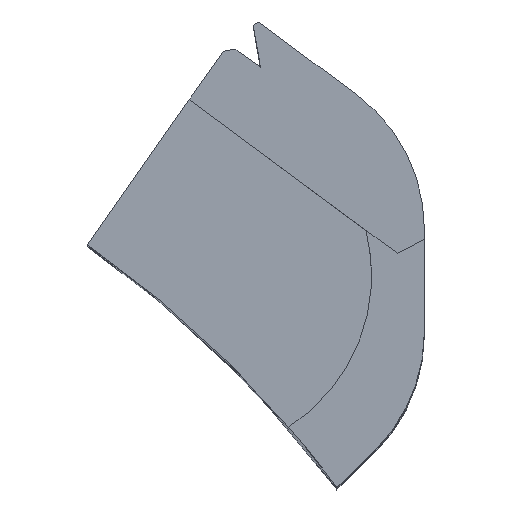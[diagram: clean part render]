
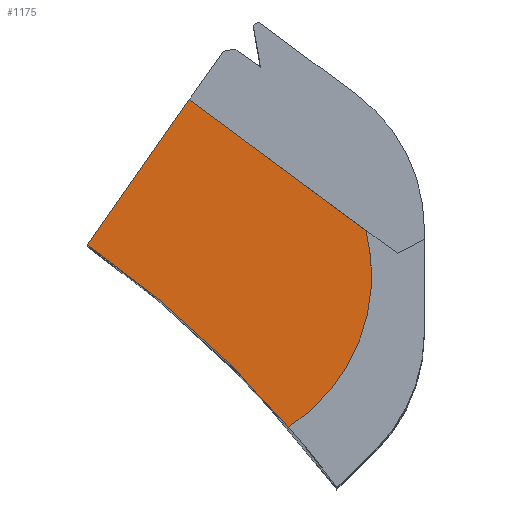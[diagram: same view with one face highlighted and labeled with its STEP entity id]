
A CAD part, top view. The second image highlights one B-rep face of the part: STEP entity #1175.
In plain terms, the highlighted planar face has unit normal (0, 0, 1).
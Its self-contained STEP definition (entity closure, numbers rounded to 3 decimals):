
#44=CIRCLE('',#1241,64.5);
#53=CIRCLE('',#1270,10.75);
#112=FACE_OUTER_BOUND('',#175,.T.);
#175=EDGE_LOOP('',(#1037,#1038,#1039,#1040));
#220=LINE('',#1694,#359);
#293=LINE('',#1882,#432);
#359=VECTOR('',#1354,10.);
#432=VECTOR('',#1531,10.);
#490=VERTEX_POINT('',#1691);
#491=VERTEX_POINT('',#1693);
#513=VERTEX_POINT('',#1762);
#554=VERTEX_POINT('',#1881);
#608=EDGE_CURVE('',#491,#490,#220,.T.);
#644=EDGE_CURVE('',#490,#513,#44,.T.);
#703=EDGE_CURVE('',#554,#491,#293,.T.);
#709=EDGE_CURVE('',#554,#513,#53,.T.);
#1037=ORIENTED_EDGE('',*,*,#644,.T.);
#1038=ORIENTED_EDGE('',*,*,#709,.F.);
#1039=ORIENTED_EDGE('',*,*,#703,.T.);
#1040=ORIENTED_EDGE('',*,*,#608,.T.);
#1117=PLANE('',#1287);
#1175=ADVANCED_FACE('',(#112),#1117,.T.);
#1241=AXIS2_PLACEMENT_3D('',#1764,#1428,#1429);
#1270=AXIS2_PLACEMENT_3D('',#1893,#1542,#1543);
#1287=AXIS2_PLACEMENT_3D('',#1943,#1597,#1598);
#1354=DIRECTION('',(-0.574,-0.819,0.));
#1428=DIRECTION('center_axis',(0.,0.,-1.));
#1429=DIRECTION('ref_axis',(1.,0.,0.));
#1531=DIRECTION('',(-0.804,0.594,0.));
#1542=DIRECTION('center_axis',(0.,0.,-1.));
#1543=DIRECTION('ref_axis',(-0.96,-0.279,0.));
#1597=DIRECTION('center_axis',(0.,0.,1.));
#1598=DIRECTION('ref_axis',(1.,0.,0.));
#1691=CARTESIAN_POINT('',(36.996,52.835,54.1));
#1693=CARTESIAN_POINT('',(43.051,61.483,54.1));
#1694=CARTESIAN_POINT('',(38.861,55.499,54.1));
#1762=CARTESIAN_POINT('',(48.993,41.952,54.1));
#1764=CARTESIAN_POINT('Origin',(0.,0.,54.1));
#1881=CARTESIAN_POINT('',(53.595,53.693,54.1));
#1882=CARTESIAN_POINT('',(34.791,67.585,54.1));
#1893=CARTESIAN_POINT('Origin',(43.188,51.,54.1));
#1943=CARTESIAN_POINT('Origin',(-12.84,46.143,54.1));
